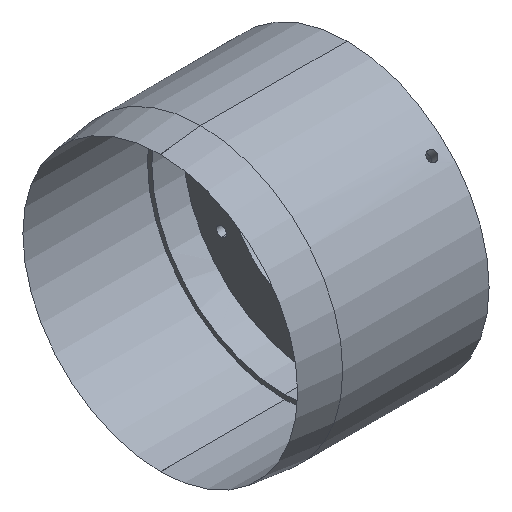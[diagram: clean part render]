
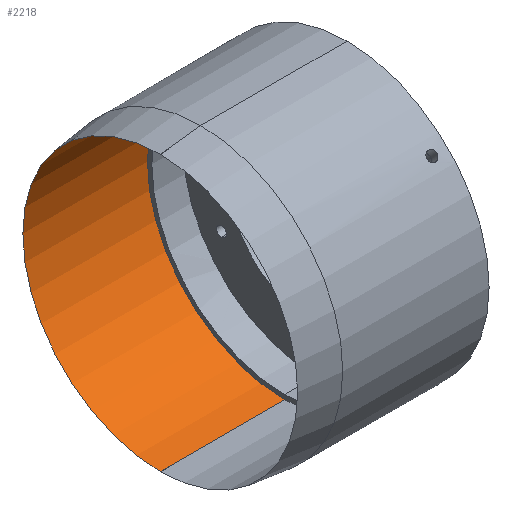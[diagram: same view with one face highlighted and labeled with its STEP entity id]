
A CAD part, isometric view. The second image highlights one B-rep face of the part: STEP entity #2218.
In plain terms, the highlighted cylindrical face has radius 44.125 mm (diameter 88.25 mm), a partial arc.
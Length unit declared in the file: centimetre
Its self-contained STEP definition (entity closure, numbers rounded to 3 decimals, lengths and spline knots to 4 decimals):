
#93 = DIRECTION ( 'NONE',  ( -1., 0., 0. ) ) ;
#133 = ORIENTED_EDGE ( 'NONE', *, *, #1991, .T. ) ;
#165 = DIRECTION ( 'NONE',  ( -1., 0., 0. ) ) ;
#166 = VECTOR ( 'NONE', #901, 100. ) ;
#219 = CARTESIAN_POINT ( 'NONE',  ( 0., 0., -4.4125 ) ) ;
#239 = CARTESIAN_POINT ( 'NONE',  ( 0., 0., 0. ) ) ;
#345 = CARTESIAN_POINT ( 'NONE',  ( 4., 0., 0. ) ) ;
#403 = VERTEX_POINT ( 'NONE', #642 ) ;
#474 = CARTESIAN_POINT ( 'NONE',  ( 0., 0., 0. ) ) ;
#493 = CARTESIAN_POINT ( 'NONE',  ( 0., 0., 4.4125 ) ) ;
#550 = VERTEX_POINT ( 'NONE', #219 ) ;
#554 = DIRECTION ( 'NONE',  ( -1., 0., 0. ) ) ;
#642 = CARTESIAN_POINT ( 'NONE',  ( 4., 0., 4.4125 ) ) ;
#702 = CIRCLE ( 'NONE', #2333, 4.4125 ) ;
#871 = VECTOR ( 'NONE', #165, 100. ) ;
#899 = ORIENTED_EDGE ( 'NONE', *, *, #1165, .F. ) ;
#901 = DIRECTION ( 'NONE',  ( -1., 0., 0. ) ) ;
#917 = EDGE_CURVE ( 'NONE', #403, #1718, #1262, .T. ) ;
#971 = DIRECTION ( 'NONE',  ( -1., 0., 0. ) ) ;
#1014 = CARTESIAN_POINT ( 'NONE',  ( 0., 0., 4.4125 ) ) ;
#1043 = AXIS2_PLACEMENT_3D ( 'NONE', #345, #554, #1788 ) ;
#1144 = FACE_OUTER_BOUND ( 'NONE', #1193, .T. ) ;
#1165 = EDGE_CURVE ( 'NONE', #1400, #550, #1612, .T. ) ;
#1177 = CARTESIAN_POINT ( 'NONE',  ( 4., 0., -4.4125 ) ) ;
#1193 = EDGE_LOOP ( 'NONE', ( #899, #2355, #1447, #133 ) ) ;
#1262 = LINE ( 'NONE', #493, #871 ) ;
#1382 = DIRECTION ( 'NONE',  ( 0., 0., 1. ) ) ;
#1400 = VERTEX_POINT ( 'NONE', #1177 ) ;
#1447 = ORIENTED_EDGE ( 'NONE', *, *, #917, .T. ) ;
#1555 = EDGE_CURVE ( 'NONE', #403, #1400, #2020, .T. ) ;
#1612 = LINE ( 'NONE', #2341, #166 ) ;
#1718 = VERTEX_POINT ( 'NONE', #1014 ) ;
#1788 = DIRECTION ( 'NONE',  ( 0., 0., 1. ) ) ;
#1861 = CYLINDRICAL_SURFACE ( 'NONE', #2323, 4.4125 ) ;
#1991 = EDGE_CURVE ( 'NONE', #1718, #550, #702, .T. ) ;
#2020 = CIRCLE ( 'NONE', #1043, 4.4125 ) ;
#2071 = DIRECTION ( 'NONE',  ( 0., 0., 1. ) ) ;
#2218 = ADVANCED_FACE ( 'NONE', ( #1144 ), #1861, .F. ) ;
#2323 = AXIS2_PLACEMENT_3D ( 'NONE', #239, #971, #2071 ) ;
#2333 = AXIS2_PLACEMENT_3D ( 'NONE', #474, #93, #1382 ) ;
#2341 = CARTESIAN_POINT ( 'NONE',  ( 0., 0., -4.4125 ) ) ;
#2355 = ORIENTED_EDGE ( 'NONE', *, *, #1555, .F. ) ;
